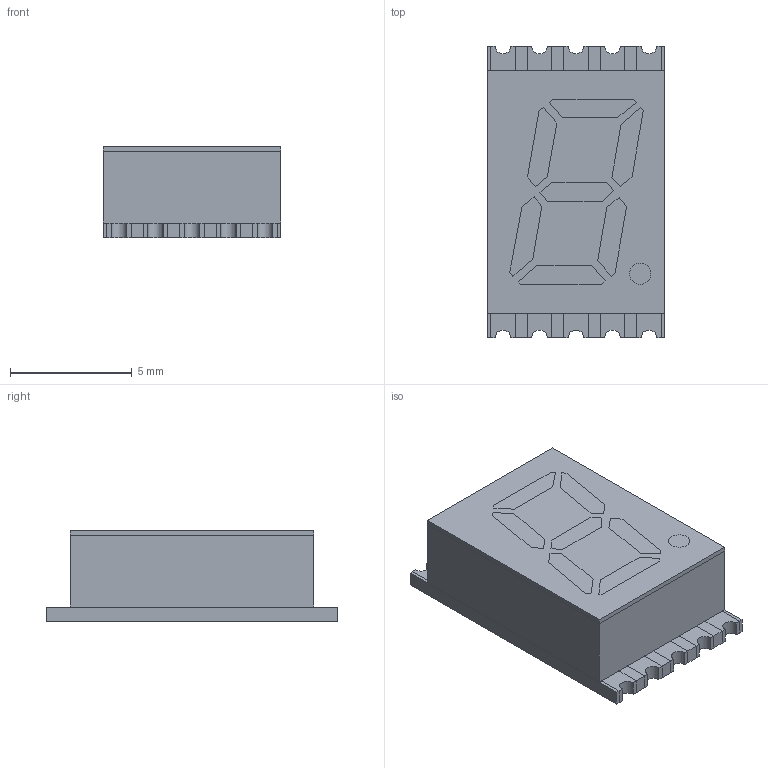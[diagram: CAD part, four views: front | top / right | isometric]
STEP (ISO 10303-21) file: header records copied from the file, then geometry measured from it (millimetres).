
FILE_DESCRIPTION(/* description */ ('STEP AP242 Edition 2','CAx-IF Rec.Pracs.---Representation and Presentation of Product Manufacturing Information (PMI)---4.0---2014-10-13','CAx-IF Rec.Pracs.---3D Tessellated Geometry---0.4---2014-09-14','2;1','CAx-IF Rec.Pracs.---User Defined Attributes---1.5---2016-08-15'),/* implementation_level */ '2;1');
FILE_NAME(/* name */ '697abf4b9965a5a3f170b7f9',/* time_stamp */ '2026-01-29T02:00:44Z',/* author */ (''),/* organization */ (''),/* preprocessor_version */ 'ST-DEVELOPER v20',/* originating_system */ 'ONSHAPE BY PTC INC, 1.209',/* authorisation */ ' ');
FILE_SCHEMA (('AP242_MANAGED_MODEL_BASED_3D_ENGINEERING_MIM_LF { 1 0 10303 442 3 1 4 }'));
Length unit declared in the file: metre
Products named in the file (21): Part 14; PCB; Body; Part 3; Part 4; Part 5; Part 6; Part 7; Part 8; Part 9; Part 10; face; Part 12; Part 13; Part 15; Part 16; Part 17; Part 18; Part 19; Part 20; Part 21
Bounding box: 7.3 x 12 x 3.75 mm (x, y, z)
Volume: 281.5 mm3; surface area: 950.1 mm2
Topology: 21 solids, 21 shells, 283 faces, 723 edges, 482 vertices
Faces by surface type: plane 270, cylinder 13
Full cylindrical faces by diameter (mm): 0.878 x3
Entity records: 8977 total; most frequent: CARTESIAN_POINT 1506, ORIENTED_EDGE 1440, DIRECTION 1354, EDGE_CURVE 720, LINE 694, VECTOR 694, VERTEX_POINT 482, AXIS2_PLACEMENT_3D 330
